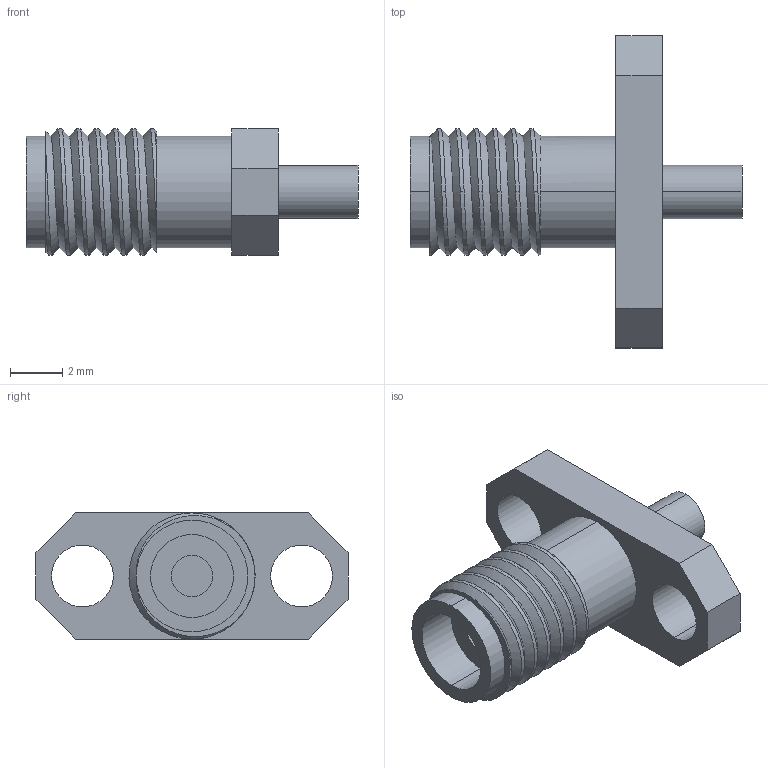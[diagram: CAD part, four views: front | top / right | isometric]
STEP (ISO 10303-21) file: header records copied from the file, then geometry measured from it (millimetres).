
FILE_DESCRIPTION (( 'STEP AP203' ), '1' );
FILE_NAME ('FMCN1868_3D.STEP', '2022-02-02T16:11:42', ( '' ), ( '' ), 'SwSTEP 2.0', 'SolidWorks 2021', '' );
FILE_SCHEMA (( 'CONFIG_CONTROL_DESIGN' ));
Length unit declared in the file: inch
Products named in the file (1): FMCN1868_3D
Bounding box: 12.7 x 11.94 x 4.83 mm (x, y, z)
Volume: 185.8 mm3; surface area: 386.3 mm2
Topology: 1 solids, 1 shells, 54 faces, 131 edges, 86 vertices
Faces by surface type: cylinder 33, plane 19, bspline 2
Entity records: 2301 total; most frequent: CARTESIAN_POINT 996, ORIENTED_EDGE 262, DIRECTION 250, EDGE_CURVE 131, AXIS2_PLACEMENT_3D 97, VERTEX_POINT 86, EDGE_LOOP 65, VECTOR 56
